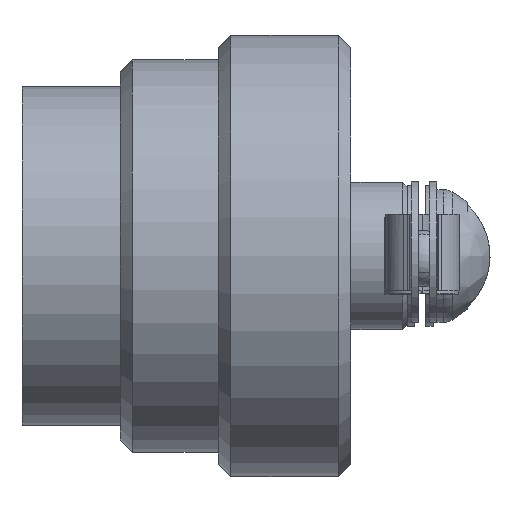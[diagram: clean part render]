
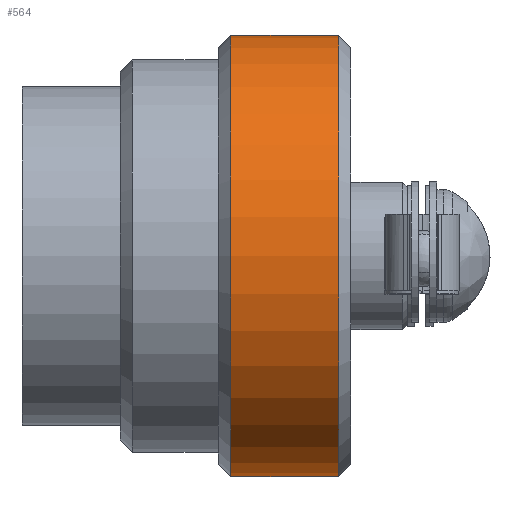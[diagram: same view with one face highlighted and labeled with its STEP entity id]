
A CAD part, top view. The second image highlights one B-rep face of the part: STEP entity #564.
In plain terms, the highlighted cylindrical face has radius 9 mm (diameter 18 mm), a full revolution.
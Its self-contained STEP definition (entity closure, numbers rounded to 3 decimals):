
#479=CYLINDRICAL_SURFACE('',#3315,9.);
#564=ADVANCED_FACE('F8',(#780),#479,.T.);
#780=FACE_OUTER_BOUND('',#936,.T.);
#936=EDGE_LOOP('',(#1402,#1403,#1404,#1405));
#1207=CIRCLE('',#3312,9.);
#1208=CIRCLE('',#3314,9.);
#1402=ORIENTED_EDGE('',*,*,#2656,.T.);
#1403=ORIENTED_EDGE('',*,*,#2657,.F.);
#1404=ORIENTED_EDGE('',*,*,#2656,.F.);
#1405=ORIENTED_EDGE('',*,*,#2655,.T.);
#2337=VERTEX_POINT('',#4603);
#2338=VERTEX_POINT('',#4607);
#2655=EDGE_CURVE('E12',#2337,#2337,#1207,.T.);
#2656=EDGE_CURVE('E13',#2337,#2338,#3123,.T.);
#2657=EDGE_CURVE('E14',#2338,#2338,#1208,.T.);
#3123=LINE('',#4606,#3215);
#3215=VECTOR('',#3720,1.);
#3312=AXIS2_PLACEMENT_3D('',#4604,#3716,#3717);
#3314=AXIS2_PLACEMENT_3D('',#4608,#3721,#3722);
#3315=AXIS2_PLACEMENT_3D('',#4609,#3723,#3724);
#3716=DIRECTION('',(-1.,0.,0.));
#3717=DIRECTION('',(0.,0.,1.));
#3720=DIRECTION('',(-1.,0.,0.));
#3721=DIRECTION('',(-1.,0.,0.));
#3722=DIRECTION('',(0.,0.,1.));
#3723=DIRECTION('',(1.,0.,0.));
#3724=DIRECTION('',(0.,1.,0.));
#4603=CARTESIAN_POINT('',(-25.996,-0.174,0.));
#4604=CARTESIAN_POINT('',(-25.996,-9.174,0.));
#4606=CARTESIAN_POINT('',(-28.196,-0.174,0.));
#4607=CARTESIAN_POINT('',(-30.396,-0.174,0.));
#4608=CARTESIAN_POINT('',(-30.396,-9.174,0.));
#4609=CARTESIAN_POINT('',(-30.396,-9.174,0.));
